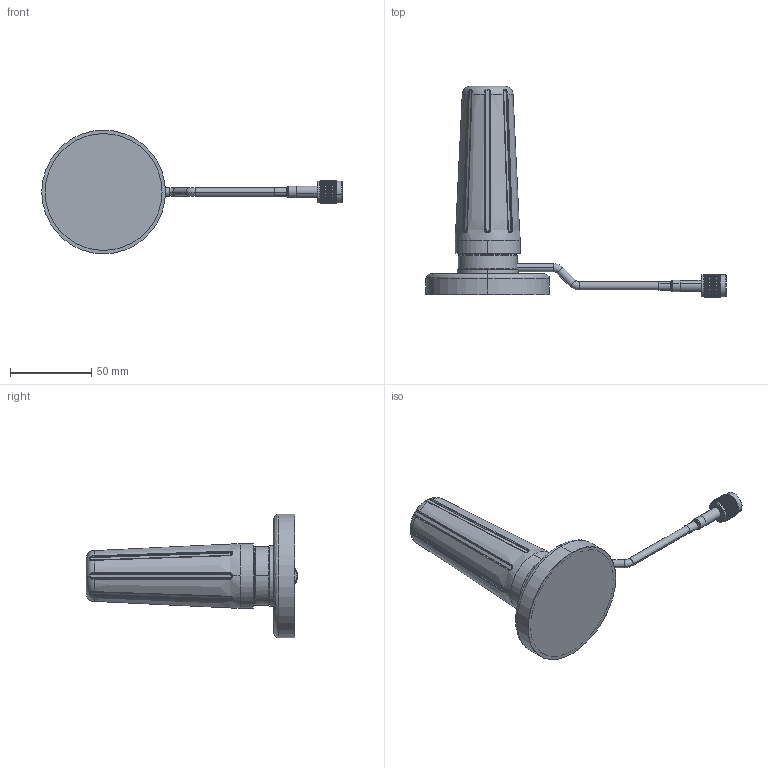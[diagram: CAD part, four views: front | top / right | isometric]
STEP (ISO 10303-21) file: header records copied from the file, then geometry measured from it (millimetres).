
FILE_DESCRIPTION (( 'STEP AP214' ), '1' );
FILE_NAME ('FMANMOB1001-TM_3D.step', '2023-03-15T17:16:10', ( '' ), ( '' ), 'SwSTEP 2.0', 'SolidWorks 2022', '' );
FILE_SCHEMA (( 'AUTOMOTIVE_DESIGN' ));
Length unit declared in the file: inch
Products named in the file (6): FMANMOB1001-TM_3D; FMANOM1055; FMMA1-TMA10; Copy of TM 230124^FMMA1-TMA10; Copy of HeatShrink-195-3_230124^FMMA1-TMA10; Copy of NMO Base w Cable^FMMA1-TMA10
Assembly tree (5 placements, depth 3):
  FMANMOB1001-TM_3D
    FMMA1-TMA10
      Copy of NMO Base w Cable^FMMA1-TMA10
      Copy of HeatShrink-195-3_230124^FMMA1-TMA10
      Copy of TM 230124^FMMA1-TMA10
    FMANOM1055
Bounding box: 184.6 x 129.81 x 76 mm (x, y, z)
Volume: 97226.6 mm3; surface area: 76472.6 mm2
Topology: 14 solids, 14 shells, 2995 faces, 6423 edges, 3481 vertices
Faces by surface type: bspline 2084, cylinder 712, plane 127, cone 54, torus 18
Entity records: 122933 total; most frequent: CARTESIAN_POINT 79312, ORIENTED_EDGE 12838, EDGE_CURVE 6419, VERTEX_POINT 3481, DIRECTION 3356, EDGE_LOOP 3048, ADVANCED_FACE 2995, FACE_OUTER_BOUND 2995
